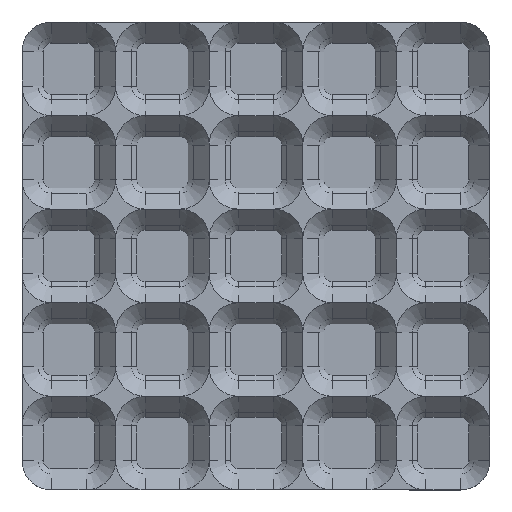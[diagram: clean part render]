
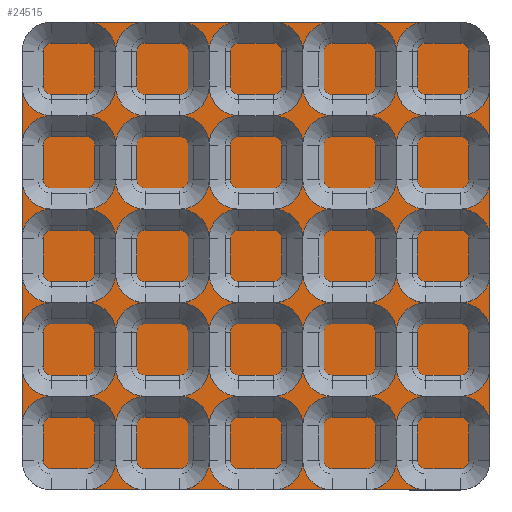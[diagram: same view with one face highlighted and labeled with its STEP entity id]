
A CAD part, top view. The second image highlights one B-rep face of the part: STEP entity #24515.
In plain terms, the highlighted planar face has unit normal (0, 0, 1).
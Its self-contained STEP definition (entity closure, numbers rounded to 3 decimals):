
#24250 = VERTEX_POINT('',#24251);
#24251 = CARTESIAN_POINT('',(4.,0.,1.5));
#24257 = EDGE_CURVE('',#24250,#24258,#24260,.T.);
#24258 = VERTEX_POINT('',#24259);
#24259 = CARTESIAN_POINT('',(59.5,0.,1.5));
#24260 = LINE('',#24261,#24262);
#24261 = CARTESIAN_POINT('',(4.,0.,1.5));
#24262 = VECTOR('',#24263,1.);
#24263 = DIRECTION('',(1.,0.,0.));
#24288 = EDGE_CURVE('',#24258,#24289,#24291,.T.);
#24289 = VERTEX_POINT('',#24290);
#24290 = CARTESIAN_POINT('',(63.5,4.,1.5));
#24291 = CIRCLE('',#24292,4.);
#24292 = AXIS2_PLACEMENT_3D('',#24293,#24294,#24295);
#24293 = CARTESIAN_POINT('',(59.5,4.,1.5));
#24294 = DIRECTION('',(0.,0.,1.));
#24295 = DIRECTION('',(1.,0.,0.));
#24321 = EDGE_CURVE('',#24289,#24322,#24324,.T.);
#24322 = VERTEX_POINT('',#24323);
#24323 = CARTESIAN_POINT('',(63.5,59.5,1.5));
#24324 = LINE('',#24325,#24326);
#24325 = CARTESIAN_POINT('',(63.5,4.,1.5));
#24326 = VECTOR('',#24327,1.);
#24327 = DIRECTION('',(0.,1.,0.));
#24352 = EDGE_CURVE('',#24322,#24353,#24355,.T.);
#24353 = VERTEX_POINT('',#24354);
#24354 = CARTESIAN_POINT('',(59.5,63.5,1.5));
#24355 = CIRCLE('',#24356,4.);
#24356 = AXIS2_PLACEMENT_3D('',#24357,#24358,#24359);
#24357 = CARTESIAN_POINT('',(59.5,59.5,1.5));
#24358 = DIRECTION('',(0.,0.,1.));
#24359 = DIRECTION('',(1.,0.,0.));
#24385 = EDGE_CURVE('',#24353,#24386,#24388,.T.);
#24386 = VERTEX_POINT('',#24387);
#24387 = CARTESIAN_POINT('',(4.,63.5,1.5));
#24388 = LINE('',#24389,#24390);
#24389 = CARTESIAN_POINT('',(59.5,63.5,1.5));
#24390 = VECTOR('',#24391,1.);
#24391 = DIRECTION('',(-1.,0.,0.));
#24416 = EDGE_CURVE('',#24386,#24417,#24419,.T.);
#24417 = VERTEX_POINT('',#24418);
#24418 = CARTESIAN_POINT('',(0.,59.5,1.5));
#24419 = CIRCLE('',#24420,4.);
#24420 = AXIS2_PLACEMENT_3D('',#24421,#24422,#24423);
#24421 = CARTESIAN_POINT('',(4.,59.5,1.5));
#24422 = DIRECTION('',(0.,0.,1.));
#24423 = DIRECTION('',(1.,0.,0.));
#24449 = EDGE_CURVE('',#24417,#24450,#24452,.T.);
#24450 = VERTEX_POINT('',#24451);
#24451 = CARTESIAN_POINT('',(0.,4.,1.5));
#24452 = LINE('',#24453,#24454);
#24453 = CARTESIAN_POINT('',(0.,59.5,1.5));
#24454 = VECTOR('',#24455,1.);
#24455 = DIRECTION('',(0.,-1.,0.));
#24480 = EDGE_CURVE('',#24450,#24250,#24481,.T.);
#24481 = CIRCLE('',#24482,4.);
#24482 = AXIS2_PLACEMENT_3D('',#24483,#24484,#24485);
#24483 = CARTESIAN_POINT('',(4.,4.,1.5));
#24484 = DIRECTION('',(0.,0.,1.));
#24485 = DIRECTION('',(1.,0.,0.));
#24515 = ADVANCED_FACE('',(#24516),#24526,.T.);
#24516 = FACE_BOUND('',#24517,.T.);
#24517 = EDGE_LOOP('',(#24518,#24519,#24520,#24521,#24522,#24523,#24524,
    #24525));
#24518 = ORIENTED_EDGE('',*,*,#24257,.T.);
#24519 = ORIENTED_EDGE('',*,*,#24288,.T.);
#24520 = ORIENTED_EDGE('',*,*,#24321,.T.);
#24521 = ORIENTED_EDGE('',*,*,#24352,.T.);
#24522 = ORIENTED_EDGE('',*,*,#24385,.T.);
#24523 = ORIENTED_EDGE('',*,*,#24416,.T.);
#24524 = ORIENTED_EDGE('',*,*,#24449,.T.);
#24525 = ORIENTED_EDGE('',*,*,#24480,.T.);
#24526 = PLANE('',#24527);
#24527 = AXIS2_PLACEMENT_3D('',#24528,#24529,#24530);
#24528 = CARTESIAN_POINT('',(31.75,31.75,1.5));
#24529 = DIRECTION('',(0.,0.,1.));
#24530 = DIRECTION('',(1.,0.,0.));
